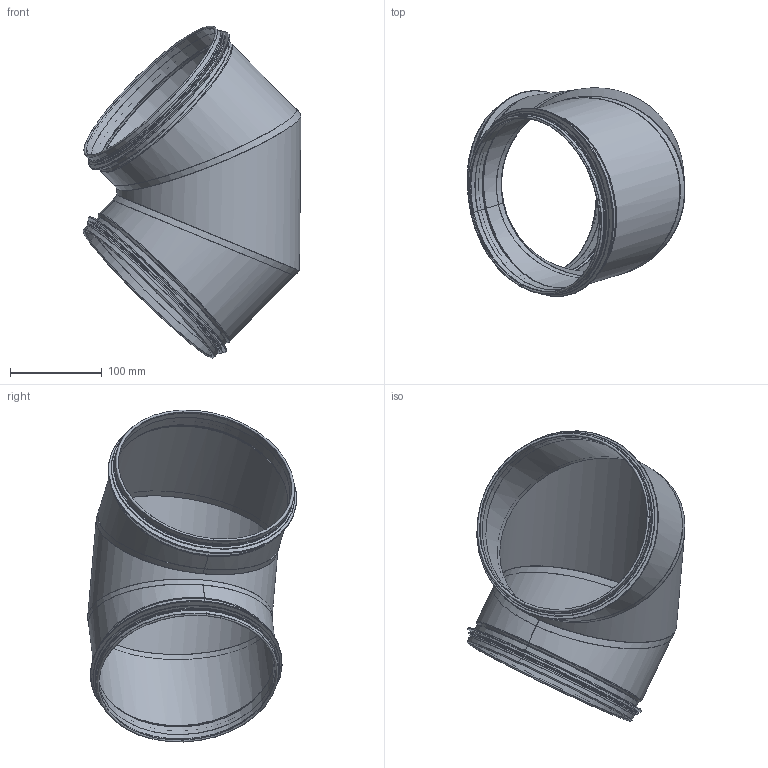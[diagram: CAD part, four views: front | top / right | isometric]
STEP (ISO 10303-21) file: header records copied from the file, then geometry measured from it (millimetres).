
FILE_DESCRIPTION((''),'2;1');
FILE_NAME('HIBK-200.stp','2014-02-19T15:19:37',(''),(''),'Autodesk Inventor 2013','Autodesk Inventor 2013','');
FILE_SCHEMA(('AUTOMOTIVE_DESIGN { 1 2 10303 214 0 1 1 1 }'));
Length unit declared in the file: millimetre
Products named in the file (6): HIBK-200; HIBKRörämne-200; HIBKSegmentÄnde_200; HIBKSegmentMitten_200; HIBKKant-200; 999006
Assembly tree (8 placements, depth 3):
  HIBK-200
    HIBKRörämne-200
      HIBKSegmentÄnde_200  x2
      HIBKSegmentMitten_200
      HIBKKant-200  x2
    999006  x2
Bounding box: 236.86 x 226.75 x 360.91 mm (x, y, z)
Volume: 137836.9 mm3; surface area: 448521.8 mm2
Topology: 7 solids, 7 shells, 126 faces, 238 edges, 132 vertices
Faces by surface type: plane 56, torus 28, cylinder 26, cone 16
Full cylindrical faces by diameter (mm): 193.15 x2, 194.15 x2, 195.35 x2, 197.95 x10, 198.65 x1, 198.95 x4, 199.65 x1, 204.35 x2, 209.35 x2
Entity records: 1738 total; most frequent: DIRECTION 324, CARTESIAN_POINT 249, ORIENTED_EDGE 206, AXIS2_PLACEMENT_3D 142, EDGE_CURVE 103, EDGE_LOOP 92, VERTEX_POINT 67, FACE_OUTER_BOUND 65
